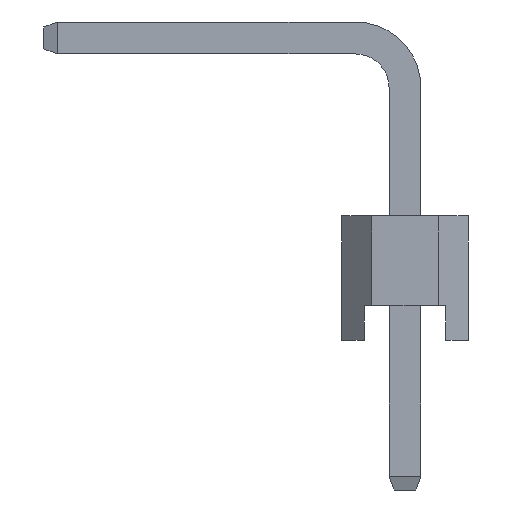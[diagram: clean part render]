
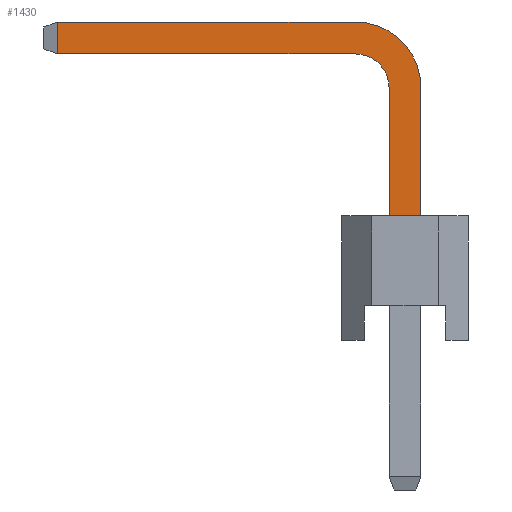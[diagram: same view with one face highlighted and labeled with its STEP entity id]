
A CAD part, left-side view. The second image highlights one B-rep face of the part: STEP entity #1430.
In plain terms, the highlighted planar face has unit normal (-1, 0, 0).
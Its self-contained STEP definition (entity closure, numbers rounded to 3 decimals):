
#1430=ADVANCED_FACE('',(#4372),#4374,.T.);
#4372=FACE_BOUND('',#4373,.T.);
#4373=EDGE_LOOP('',(#6793,#6794,#6795,#6796,#6797,#6798,#6799,#6800));
#4374=PLANE('',#4375);
#4375=AXIS2_PLACEMENT_3D('',#4376,#4377,#4378);
#4376=CARTESIAN_POINT('',(-0.32,0.32,-3.));
#4377=DIRECTION('',(-1.,0.,0.));
#4378=DIRECTION('',(0.,-1.,0.));
#6793=ORIENTED_EDGE('',*,*,#8262,.F.);
#6794=ORIENTED_EDGE('',*,*,#8263,.F.);
#6795=ORIENTED_EDGE('',*,*,#8264,.F.);
#6796=ORIENTED_EDGE('',*,*,#8251,.F.);
#6797=ORIENTED_EDGE('',*,*,#7720,.T.);
#6798=ORIENTED_EDGE('',*,*,#8261,.T.);
#6799=ORIENTED_EDGE('',*,*,#8265,.T.);
#6800=ORIENTED_EDGE('',*,*,#8266,.T.);
#7720=EDGE_CURVE('',#8734,#8738,#8740,.T.);
#8251=EDGE_CURVE('',#8734,#9631,#9632,.T.);
#8261=EDGE_CURVE('',#8738,#9647,#9649,.T.);
#8262=EDGE_CURVE('',#9650,#9651,#9652,.T.);
#8263=EDGE_CURVE('',#9653,#9650,#9654,.T.);
#8264=EDGE_CURVE('',#9631,#9653,#9655,.T.);
#8265=EDGE_CURVE('',#9647,#9656,#9657,.T.);
#8266=EDGE_CURVE('',#9656,#9651,#9658,.T.);
#8734=VERTEX_POINT('',#10434);
#8738=VERTEX_POINT('',#10442);
#8740=LINE('',#10446,#10447);
#9631=VERTEX_POINT('',#12439);
#9632=LINE('',#12440,#12441);
#9647=VERTEX_POINT('',#12475);
#9649=LINE('',#12479,#12480);
#9650=VERTEX_POINT('',#12482);
#9651=VERTEX_POINT('',#12483);
#9652=LINE('',#12484,#12485);
#9653=VERTEX_POINT('',#12487);
#9654=LINE('',#12488,#12489);
#9655=CIRCLE('',#12491,0.68);
#9656=VERTEX_POINT('',#12495);
#9657=CIRCLE('',#12496,1.32);
#9658=LINE('',#12500,#12501);
#10434=CARTESIAN_POINT('',(-0.32,0.32,2.5));
#10442=CARTESIAN_POINT('',(-0.32,-0.32,2.5));
#10446=CARTESIAN_POINT('',(-0.32,0.32,2.5));
#10447=VECTOR('',#10448,1.);
#10448=DIRECTION('',(0.,-1.,0.));
#12439=CARTESIAN_POINT('',(-0.32,0.32,5.07));
#12440=CARTESIAN_POINT('',(-0.32,0.32,2.5));
#12441=VECTOR('',#12442,1.);
#12442=DIRECTION('',(0.,0.,1.));
#12475=CARTESIAN_POINT('',(-0.32,-0.32,5.07));
#12479=CARTESIAN_POINT('',(-0.32,-0.32,2.5));
#12480=VECTOR('',#12481,1.);
#12481=DIRECTION('',(0.,0.,1.));
#12482=CARTESIAN_POINT('',(-0.32,6.975,5.75));
#12483=CARTESIAN_POINT('',(-0.32,6.975,6.39));
#12484=CARTESIAN_POINT('',(-0.32,6.975,5.75));
#12485=VECTOR('',#12486,1.);
#12486=DIRECTION('',(0.,0.,1.));
#12487=CARTESIAN_POINT('',(-0.32,1.,5.75));
#12488=CARTESIAN_POINT('',(-0.32,1.,5.75));
#12489=VECTOR('',#12490,1.);
#12490=DIRECTION('',(0.,1.,0.));
#12491=AXIS2_PLACEMENT_3D('',#12492,#12493,#12494);
#12492=CARTESIAN_POINT('',(-0.32,1.,5.07));
#12493=DIRECTION('',(-1.,-0.,0.));
#12494=DIRECTION('',(0.,-1.,0.));
#12495=CARTESIAN_POINT('',(-0.32,1.,6.39));
#12496=AXIS2_PLACEMENT_3D('',#12497,#12498,#12499);
#12497=CARTESIAN_POINT('',(-0.32,1.,5.07));
#12498=DIRECTION('',(-1.,-0.,0.));
#12499=DIRECTION('',(0.,-1.,0.));
#12500=CARTESIAN_POINT('',(-0.32,1.,6.39));
#12501=VECTOR('',#12502,1.);
#12502=DIRECTION('',(0.,1.,0.));
